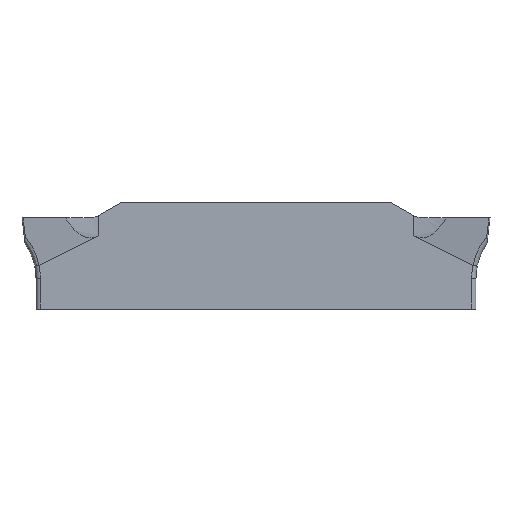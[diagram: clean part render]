
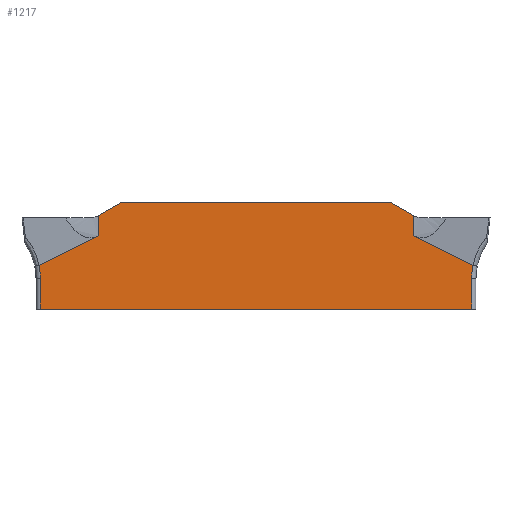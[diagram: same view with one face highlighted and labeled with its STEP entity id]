
A CAD part, left-side view. The second image highlights one B-rep face of the part: STEP entity #1217.
In plain terms, the highlighted planar face has unit normal (-1, 0, 0).
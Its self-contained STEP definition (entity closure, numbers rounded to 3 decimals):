
#29=CARTESIAN_POINT('',(-0.775,23.85,-2.801));
#30=DIRECTION('',(1.,0.,0.));
#31=DIRECTION('',(0.,-0.98,0.2));
#32=AXIS2_PLACEMENT_3D('',#29,#30,#31);
#37=CARTESIAN_POINT('',(-0.775,20.906,-2.199));
#38=CARTESIAN_POINT('',(-0.775,20.906,-2.199));
#39=CARTESIAN_POINT('',(-0.775,20.907,-2.2));
#40=CARTESIAN_POINT('',(-0.775,20.909,-2.2));
#41=CARTESIAN_POINT('',(-0.775,20.91,-2.2));
#42=CARTESIAN_POINT('',(-0.775,20.911,-2.201));
#47=CARTESIAN_POINT('',(-0.775,18.618,1.));
#48=DIRECTION('',(1.,0.,0.));
#49=DIRECTION('',(0.,-0.5,-0.866));
#50=AXIS2_PLACEMENT_3D('',#47,#48,#49);
#55=DIRECTION('',(0.,0.866,-0.5));
#56=VECTOR('',#55,1.132);
#57=CARTESIAN_POINT('',(-0.775,17.138,0.7));
#58=LINE('',#57,#56);
#62=DIRECTION('',(0.,1.,0.));
#63=VECTOR('',#62,12.575);
#64=CARTESIAN_POINT('',(-0.775,4.562,0.7));
#65=LINE('',#64,#63);
#69=DIRECTION('',(0.,0.866,0.5));
#70=VECTOR('',#69,1.132);
#71=CARTESIAN_POINT('',(-0.775,3.582,0.134));
#72=LINE('',#71,#70);
#76=CARTESIAN_POINT('',(-0.775,3.082,1.));
#77=DIRECTION('',(1.,0.,0.));
#78=DIRECTION('',(0.,0.452,-0.892));
#79=AXIS2_PLACEMENT_3D('',#76,#77,#78);
#84=DIRECTION('',(0.,0.895,0.446));
#85=VECTOR('',#84,3.061);
#86=CARTESIAN_POINT('',(-0.775,0.794,
-2.199));
#87=LINE('',#86,#85);
#91=CARTESIAN_POINT('',(-0.775,-2.15,-2.801));
#92=DIRECTION('',(1.,0.,0.));
#93=DIRECTION('',(0.,1.,0.));
#94=AXIS2_PLACEMENT_3D('',#91,#92,#93);
#106=DIRECTION('',(0.,0.,-1.));
#107=VECTOR('',#106,1.429);
#108=CARTESIAN_POINT('',(-0.775,0.85,-2.801));
#109=LINE('',#108,#107);
#158=DIRECTION('',(0.,1.,0.));
#159=VECTOR('',#158,20.);
#160=CARTESIAN_POINT('',(-0.775,0.85,-4.23));
#161=LINE('',#160,#159);
#289=DIRECTION('',(0.,0.,1.));
#290=VECTOR('',#289,0.941);
#291=CARTESIAN_POINT('',(-0.775,18.166,
-0.833));
#292=LINE('',#291,#290);
#388=DIRECTION('',(0.,-0.895,0.446));
#389=VECTOR('',#388,3.061);
#390=CARTESIAN_POINT('',(-0.775,20.906,
-2.199));
#391=LINE('',#390,#389);
#522=DIRECTION('',(0.,0.,1.));
#523=VECTOR('',#522,1.429);
#524=CARTESIAN_POINT('',(-0.775,20.85,-4.23));
#525=LINE('',#524,#523);
#759=CARTESIAN_POINT('',(-0.775,0.794,
-2.199));
#760=CARTESIAN_POINT('',(-0.775,0.794,
-2.199));
#761=CARTESIAN_POINT('',(-0.775,0.793,
-2.2));
#762=CARTESIAN_POINT('',(-0.775,0.791,
-2.2));
#763=CARTESIAN_POINT('',(-0.775,0.79,
-2.2));
#764=CARTESIAN_POINT('',(-0.775,0.789,
-2.201));
#841=DIRECTION('',(0.,0.,-1.));
#842=VECTOR('',#841,0.941);
#843=CARTESIAN_POINT('',(-0.775,3.534,
0.108));
#844=LINE('',#843,#842);
#1024=CARTESIAN_POINT('',(-0.775,4.562,0.7));
#1026=VERTEX_POINT('',#1024);
#1030=CARTESIAN_POINT('',(-0.775,17.138,
0.7));
#1031=VERTEX_POINT('',#1030);
#1032=CARTESIAN_POINT('',(-0.775,0.85,-2.801));
#1033=CARTESIAN_POINT('',(-0.775,0.85,-4.23));
#1034=VERTEX_POINT('',#1032);
#1035=VERTEX_POINT('',#1033);
#1036=CARTESIAN_POINT('',(-0.775,0.789,
-2.201));
#1037=VERTEX_POINT('',#1036);
#1038=VERTEX_POINT('',#759);
#1039=CARTESIAN_POINT('',(-0.775,3.534,
-0.833));
#1040=VERTEX_POINT('',#1039);
#1041=CARTESIAN_POINT('',(-0.775,3.534,
0.108));
#1042=VERTEX_POINT('',#1041);
#1043=CARTESIAN_POINT('',(-0.775,3.582,
0.134));
#1044=VERTEX_POINT('',#1043);
#1045=CARTESIAN_POINT('',(-0.775,18.118,
0.134));
#1046=VERTEX_POINT('',#1045);
#1047=CARTESIAN_POINT('',(-0.775,18.166,
0.108));
#1048=VERTEX_POINT('',#1047);
#1049=CARTESIAN_POINT('',(-0.775,18.166,
-0.833));
#1050=VERTEX_POINT('',#1049);
#1051=CARTESIAN_POINT('',(-0.775,20.906,
-2.199));
#1052=VERTEX_POINT('',#1051);
#1053=VERTEX_POINT('',#42);
#1054=CARTESIAN_POINT('',(-0.775,20.85,-2.801));
#1055=VERTEX_POINT('',#1054);
#1056=CARTESIAN_POINT('',(-0.775,20.85,-4.23));
#1057=VERTEX_POINT('',#1056);
#1180=CARTESIAN_POINT('',(-0.775,10.85,0.7));
#1181=DIRECTION('',(-1.,0.,0.));
#1182=DIRECTION('',(0.,1.,0.));
#1183=AXIS2_PLACEMENT_3D('',#1180,#1181,#1182);
#1184=PLANE('',#1183);
#1186=ORIENTED_EDGE('',*,*,#1185,.T.);
#1188=ORIENTED_EDGE('',*,*,#1187,.T.);
#1190=ORIENTED_EDGE('',*,*,#1189,.T.);
#1192=ORIENTED_EDGE('',*,*,#1191,.F.);
#1194=ORIENTED_EDGE('',*,*,#1193,.F.);
#1196=ORIENTED_EDGE('',*,*,#1195,.T.);
#1198=ORIENTED_EDGE('',*,*,#1197,.T.);
#1200=ORIENTED_EDGE('',*,*,#1199,.F.);
#1202=ORIENTED_EDGE('',*,*,#1201,.F.);
#1203=ORIENTED_EDGE('',*,*,#1156,.F.);
#1204=ORIENTED_EDGE('',*,*,#1170,.F.);
#1206=ORIENTED_EDGE('',*,*,#1205,.F.);
#1208=ORIENTED_EDGE('',*,*,#1207,.T.);
#1210=ORIENTED_EDGE('',*,*,#1209,.F.);
#1212=ORIENTED_EDGE('',*,*,#1211,.T.);
#1214=ORIENTED_EDGE('',*,*,#1213,.F.);
#1215=EDGE_LOOP('',(#1186,#1188,#1190,#1192,#1194,#1196,#1198,#1200,#1202,#1203,
#1204,#1206,#1208,#1210,#1212,#1214));
#1216=FACE_OUTER_BOUND('',#1215,.F.);
#33=CIRCLE('',#32,3.);
#43=B_SPLINE_CURVE_WITH_KNOTS('',3,(#37,#38,#39,#40,#41,#42),.UNSPECIFIED.,.F.,
.F.,(4,1,1,4),(0.,0.333,0.667,1.),.UNSPECIFIED.);
#51=CIRCLE('',#50,1.);
#80=CIRCLE('',#79,1.);
#95=CIRCLE('',#94,3.);
#765=B_SPLINE_CURVE_WITH_KNOTS('',3,(#759,#760,#761,#762,#763,#764),
.UNSPECIFIED.,.F.,.F.,(4,1,1,4),(0.,0.333,0.667,1.),
.UNSPECIFIED.);
#1156=EDGE_CURVE('',#1026,#1031,#65,.T.);
#1170=EDGE_CURVE('',#1044,#1026,#72,.T.);
#1185=EDGE_CURVE('',#1034,#1035,#109,.T.);
#1187=EDGE_CURVE('',#1035,#1057,#161,.T.);
#1189=EDGE_CURVE('',#1057,#1055,#525,.T.);
#1191=EDGE_CURVE('',#1053,#1055,#33,.T.);
#1193=EDGE_CURVE('',#1052,#1053,#43,.T.);
#1195=EDGE_CURVE('',#1052,#1050,#391,.T.);
#1197=EDGE_CURVE('',#1050,#1048,#292,.T.);
#1199=EDGE_CURVE('',#1046,#1048,#51,.T.);
#1201=EDGE_CURVE('',#1031,#1046,#58,.T.);
#1205=EDGE_CURVE('',#1042,#1044,#80,.T.);
#1207=EDGE_CURVE('',#1042,#1040,#844,.T.);
#1209=EDGE_CURVE('',#1038,#1040,#87,.T.);
#1211=EDGE_CURVE('',#1038,#1037,#765,.T.);
#1213=EDGE_CURVE('',#1034,#1037,#95,.T.);
#1217=ADVANCED_FACE('',(#1216),#1184,.T.);
